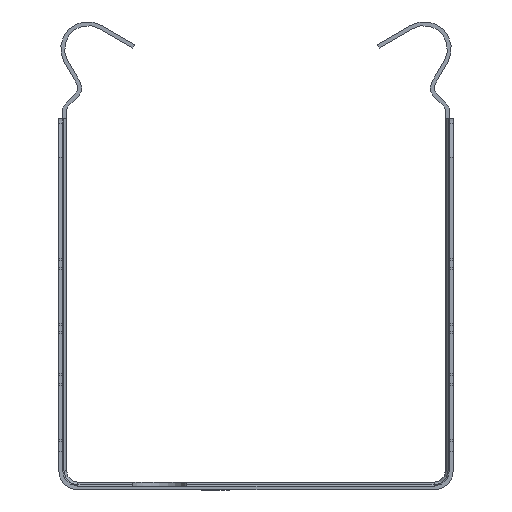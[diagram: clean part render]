
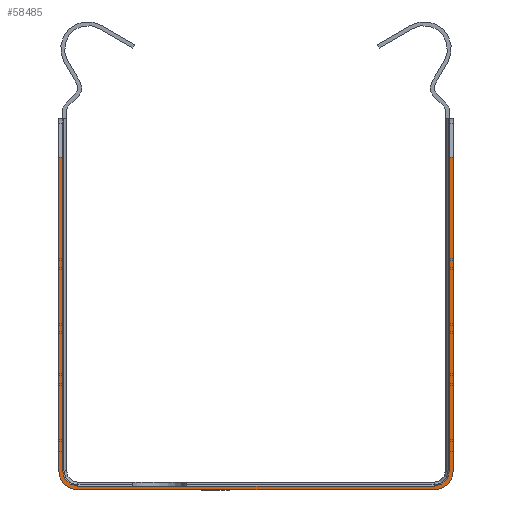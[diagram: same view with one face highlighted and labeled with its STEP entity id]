
A CAD part, front view. The second image highlights one B-rep face of the part: STEP entity #58485.
In plain terms, the highlighted planar face has unit normal (0, -1, 0).
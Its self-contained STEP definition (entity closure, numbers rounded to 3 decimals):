
#3596=CIRCLE('',#63764,2.5);
#3597=CIRCLE('',#63767,2.5);
#3655=CIRCLE('',#63910,2.);
#3656=CIRCLE('',#63912,2.);
#7814=FACE_OUTER_BOUND('',#11851,.T.);
#11851=EDGE_LOOP('',(#53907,#53908,#53909,#53910,#53911,#53912,#53913,#53914,
#53915,#53916,#53917,#53918));
#15023=LINE('',#89329,#20838);
#17487=LINE('',#96754,#23302);
#17512=LINE('',#96843,#23327);
#17516=LINE('',#96855,#23331);
#17658=LINE('',#97252,#23473);
#17661=LINE('',#97257,#23476);
#17663=LINE('',#97262,#23478);
#17666=LINE('',#97271,#23481);
#20838=VECTOR('',#72564,10.);
#23302=VECTOR('',#80028,10.);
#23327=VECTOR('',#80097,10.);
#23331=VECTOR('',#80109,10.);
#23473=VECTOR('',#80523,10.);
#23476=VECTOR('',#80528,10.);
#23478=VECTOR('',#80534,10.);
#23481=VECTOR('',#80547,10.);
#26349=VERTEX_POINT('',#89326);
#26350=VERTEX_POINT('',#89328);
#28810=VERTEX_POINT('',#96751);
#28811=VERTEX_POINT('',#96753);
#28852=VERTEX_POINT('',#96837);
#28853=VERTEX_POINT('',#96841);
#28854=VERTEX_POINT('',#96845);
#28857=VERTEX_POINT('',#96853);
#28976=VERTEX_POINT('',#97251);
#28977=VERTEX_POINT('',#97255);
#28978=VERTEX_POINT('',#97261);
#28979=VERTEX_POINT('',#97267);
#33321=EDGE_CURVE('',#26350,#26349,#15023,.T.);
#37033=EDGE_CURVE('',#28811,#28810,#17487,.T.);
#37076=EDGE_CURVE('',#28810,#28852,#3596,.T.);
#37078=EDGE_CURVE('',#28852,#28853,#17512,.T.);
#37080=EDGE_CURVE('',#28853,#28854,#3597,.T.);
#37084=EDGE_CURVE('',#28854,#28857,#17516,.T.);
#37282=EDGE_CURVE('',#28976,#28811,#17658,.T.);
#37285=EDGE_CURVE('',#28857,#28977,#17661,.T.);
#37287=EDGE_CURVE('',#28978,#28976,#17663,.T.);
#37289=EDGE_CURVE('',#26349,#28978,#3655,.T.);
#37290=EDGE_CURVE('',#28979,#26350,#3656,.T.);
#37292=EDGE_CURVE('',#28977,#28979,#17666,.T.);
#53907=ORIENTED_EDGE('',*,*,#37285,.T.);
#53908=ORIENTED_EDGE('',*,*,#37292,.T.);
#53909=ORIENTED_EDGE('',*,*,#37290,.T.);
#53910=ORIENTED_EDGE('',*,*,#33321,.T.);
#53911=ORIENTED_EDGE('',*,*,#37289,.T.);
#53912=ORIENTED_EDGE('',*,*,#37287,.T.);
#53913=ORIENTED_EDGE('',*,*,#37282,.T.);
#53914=ORIENTED_EDGE('',*,*,#37033,.T.);
#53915=ORIENTED_EDGE('',*,*,#37076,.T.);
#53916=ORIENTED_EDGE('',*,*,#37078,.T.);
#53917=ORIENTED_EDGE('',*,*,#37080,.T.);
#53918=ORIENTED_EDGE('',*,*,#37084,.T.);
#55574=PLANE('',#63914);
#58485=ADVANCED_FACE('',(#7814),#55574,.T.);
#63764=AXIS2_PLACEMENT_3D('',#96839,#80092,#80093);
#63767=AXIS2_PLACEMENT_3D('',#96847,#80101,#80102);
#63910=AXIS2_PLACEMENT_3D('',#97265,#80538,#80539);
#63912=AXIS2_PLACEMENT_3D('',#97268,#80542,#80543);
#63914=AXIS2_PLACEMENT_3D('',#97272,#80548,#80549);
#72564=DIRECTION('',(-1.,0.,0.));
#80028=DIRECTION('',(0.,0.,-1.));
#80092=DIRECTION('center_axis',(0.,-1.,0.));
#80093=DIRECTION('ref_axis',(-1.,0.,0.));
#80097=DIRECTION('',(1.,0.,0.));
#80101=DIRECTION('center_axis',(0.,-1.,0.));
#80102=DIRECTION('ref_axis',(0.,0.,
-1.));
#80109=DIRECTION('',(0.,0.,1.));
#80523=DIRECTION('',(-1.,0.,0.));
#80528=DIRECTION('',(-1.,0.,0.));
#80534=DIRECTION('',(0.,0.,1.));
#80538=DIRECTION('center_axis',(0.,1.,0.));
#80539=DIRECTION('ref_axis',(1.,0.,0.));
#80542=DIRECTION('center_axis',(0.,1.,0.));
#80543=DIRECTION('ref_axis',(0.,0.,
1.));
#80547=DIRECTION('',(0.,0.,-1.));
#80548=DIRECTION('center_axis',(0.,-1.,0.));
#80549=DIRECTION('ref_axis',(0.,0.,-1.));
#89326=CARTESIAN_POINT('',(-23.,-36.,0.));
#89328=CARTESIAN_POINT('',(23.,-36.,0.));
#89329=CARTESIAN_POINT('',(23.,-36.,0.));
#96751=CARTESIAN_POINT('',(-25.5,-36.,2.));
#96753=CARTESIAN_POINT('',(-25.5,-36.,42.5));
#96754=CARTESIAN_POINT('',(-25.5,-36.,48.387));
#96837=CARTESIAN_POINT('',(-23.,-36.,-0.5));
#96839=CARTESIAN_POINT('Origin',(-23.,-36.,2.));
#96841=CARTESIAN_POINT('',(23.,-36.,-0.5));
#96843=CARTESIAN_POINT('',(-23.,-36.,-0.5));
#96845=CARTESIAN_POINT('',(25.5,-36.,2.));
#96847=CARTESIAN_POINT('Origin',(23.,-36.,2.));
#96853=CARTESIAN_POINT('',(25.5,-36.,42.5));
#96855=CARTESIAN_POINT('',(25.5,-36.,2.));
#97251=CARTESIAN_POINT('',(-25.,-36.,42.5));
#97252=CARTESIAN_POINT('',(12.5,-36.,42.5));
#97255=CARTESIAN_POINT('',(25.,-36.,42.5));
#97257=CARTESIAN_POINT('',(12.5,-36.,42.5));
#97261=CARTESIAN_POINT('',(-25.,-36.,2.));
#97262=CARTESIAN_POINT('',(-25.,-36.,2.));
#97265=CARTESIAN_POINT('Origin',(-23.,-36.,2.));
#97267=CARTESIAN_POINT('',(25.,-36.,2.));
#97268=CARTESIAN_POINT('Origin',(23.,-36.,2.));
#97271=CARTESIAN_POINT('',(25.,-36.,48.387));
#97272=CARTESIAN_POINT('Origin',(0.,-36.,23.5));
